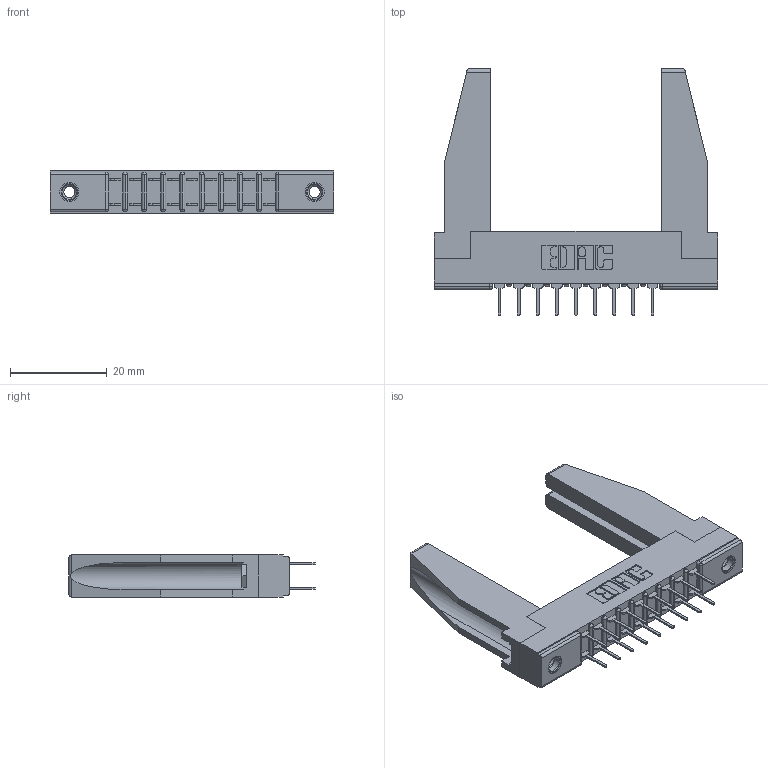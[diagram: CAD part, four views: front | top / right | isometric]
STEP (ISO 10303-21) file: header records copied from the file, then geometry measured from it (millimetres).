
FILE_DESCRIPTION (( 'STEP AP203' ), '1' );
FILE_NAME ('307-018-524-278.STEP', '2019-09-05T19:55:44', ( '' ), ( '' ), 'SwSTEP 2.0', 'SolidWorks 2016', '' );
FILE_SCHEMA (( 'CONFIG_CONTROL_DESIGN' ));
Length unit declared in the file: inch
Products named in the file (5): 345-250-001_345-250-001-102; 307 Part_.156 Dia Mounting Holes; 307-290-001_524; 307-220-078; 307-018-524-278
Assembly tree (23 placements, depth 2):
  307-018-524-278
    307 Part_.156 Dia Mounting Holes
    307-290-001_524  x18
    307-220-078  x2
    345-250-001_345-250-001-102  x2
Bounding box: 58.67 x 51.13 x 8.71 mm (x, y, z)
Volume: 7826.9 mm3; surface area: 9886.4 mm2
Topology: 23 solids, 23 shells, 1086 faces, 2993 edges, 1934 vertices
Faces by surface type: plane 712, cylinder 338, sphere 20, cone 12, torus 4
Entity records: 14479 total; most frequent: CARTESIAN_POINT 2387, ORIENTED_EDGE 2320, DIRECTION 2306, EDGE_CURVE 1160, LINE 880, VECTOR 880, VERTEX_POINT 752, AXIS2_PLACEMENT_3D 713
